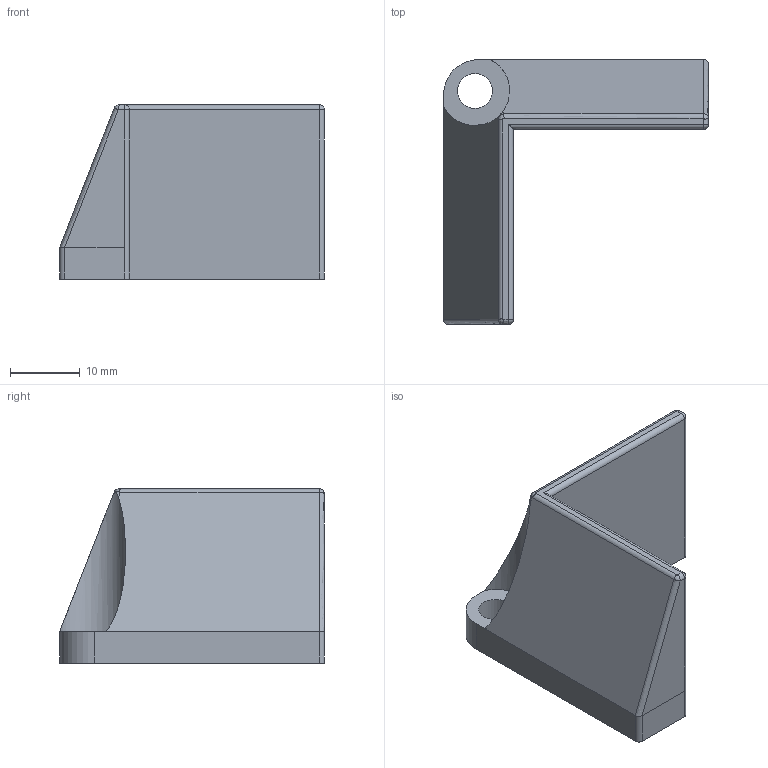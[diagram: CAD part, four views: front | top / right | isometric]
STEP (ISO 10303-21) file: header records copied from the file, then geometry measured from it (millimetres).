
FILE_DESCRIPTION(('FreeCAD Model'),'2;1');
FILE_NAME('Open CASCADE Shape Model','2025-10-26T19:54:41',(''),(''), 'Open CASCADE STEP processor 7.7','FreeCAD','Unknown');
FILE_SCHEMA(('AUTOMOTIVE_DESIGN { 1 0 10303 214 1 1 1 1 }'));
Length unit declared in the file: millimetre
Products named in the file (1): Corner
Bounding box: 38 x 38 x 25 mm (x, y, z)
Volume: 9822.5 mm3; surface area: 4519 mm2
Topology: 1 solids, 1 shells, 38 faces, 90 edges, 54 vertices
Faces by surface type: bspline 14, plane 11, cylinder 11, sphere 2
Full cylindrical faces by diameter (mm): 3.5 x2, 5 x1
Entity records: 3750 total; most frequent: CARTESIAN_POINT 2107, DIRECTION 259, ORIENTED_EDGE 176, PCURVE 176, DEFINITIONAL_REPRESENTATION 176, LINE 152, VECTOR 152, EDGE_CURVE 88
